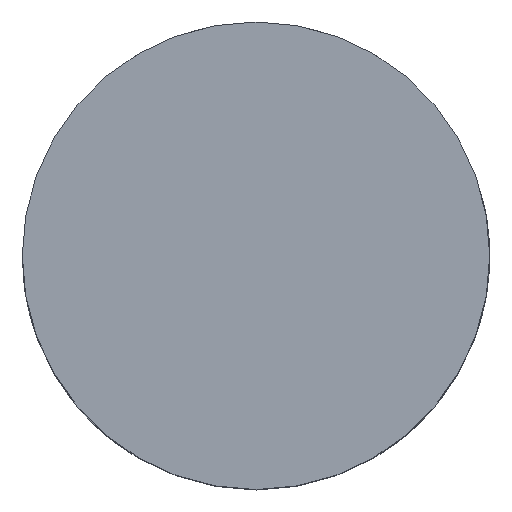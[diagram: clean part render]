
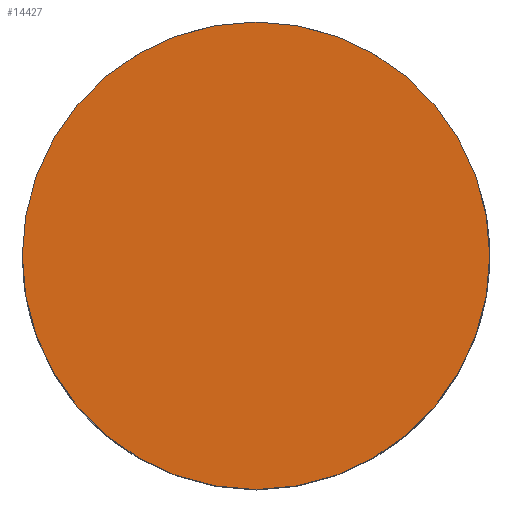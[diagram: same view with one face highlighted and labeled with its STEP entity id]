
A CAD part, top view. The second image highlights one B-rep face of the part: STEP entity #14427.
In plain terms, the highlighted planar face has unit normal (0, 0, 1).
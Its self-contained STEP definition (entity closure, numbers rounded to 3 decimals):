
#113=PLANE('',#15152);
#777=FACE_OUTER_BOUND('',#1455,.T.);
#1455=EDGE_LOOP('',(#10037));
#6085=CIRCLE('',#15133,20.);
#6309=VERTEX_POINT('',#19824);
#7773=EDGE_CURVE('',#6309,#6309,#6085,.T.);
#10037=ORIENTED_EDGE('',*,*,#7773,.T.);
#14427=ADVANCED_FACE('',(#777),#113,.T.);
#15133=AXIS2_PLACEMENT_3D('',#19825,#16048,#16049);
#15152=AXIS2_PLACEMENT_3D('',#19877,#16103,#16104);
#16048=DIRECTION('center_axis',(0.,0.,1.));
#16049=DIRECTION('ref_axis',(-1.,0.,0.));
#16103=DIRECTION('center_axis',(0.,0.,1.));
#16104=DIRECTION('ref_axis',(-1.,0.,0.));
#19824=CARTESIAN_POINT('',(20.,0.,23.));
#19825=CARTESIAN_POINT('Origin',(0.,0.,23.));
#19877=CARTESIAN_POINT('Origin',(0.,0.,23.));
